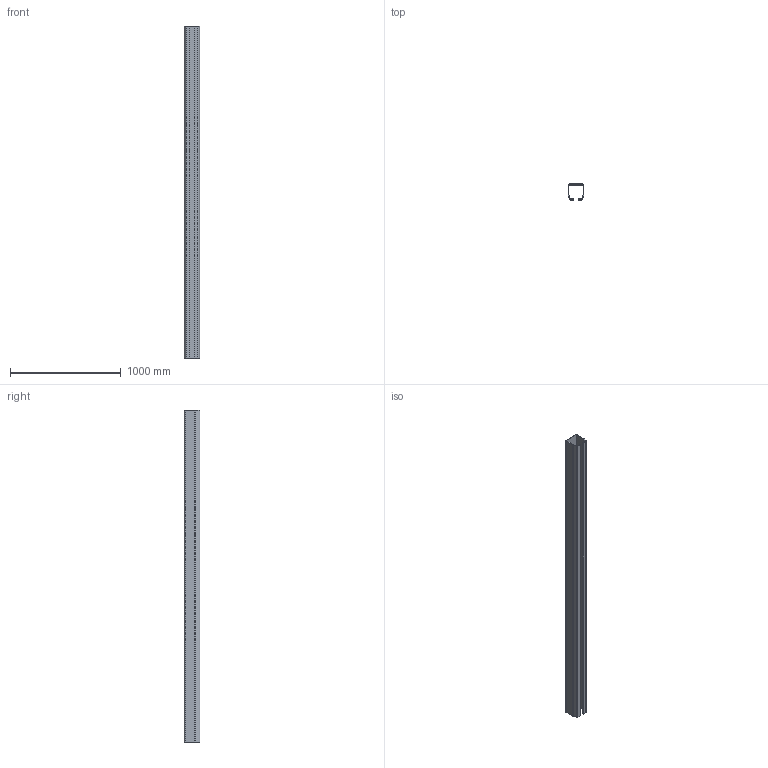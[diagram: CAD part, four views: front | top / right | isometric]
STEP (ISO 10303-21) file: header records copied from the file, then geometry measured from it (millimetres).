
FILE_DESCRIPTION(/* description */ ('MONOROTAIA CGS-345G 3m'),/* implementation_level */ '2;1');
FILE_NAME(/* name */ '10207020.stp',/* time_stamp */ '2023-12-06T14:13:02+01:00',/* author */ ('gcocco'),/* organization */ (''),/* preprocessor_version */ 'ST-DEVELOPER v19.2',/* originating_system */ 'Autodesk Inventor 2023',/* authorisation */ '');
FILE_SCHEMA (('AUTOMOTIVE_DESIGN { 1 0 10303 214 3 1 1 }'));
Products named in the file (1): 10207020
Bounding box: 140 x 140 x 3000 mm (x, y, z)
Volume: 8463527.6 mm3; surface area: 2867700.8 mm2
Topology: 1 solids, 1 shells, 2202 faces, 5970 edges, 3980 vertices
Faces by surface type: plane 1518, bspline 672, cylinder 12
Entity records: 71893 total; most frequent: CARTESIAN_POINT 20889, ORIENTED_EDGE 11940, DIRECTION 7712, EDGE_CURVE 5970, LINE 4602, VECTOR 4602, VERTEX_POINT 3980, EDGE_LOOP 2412
